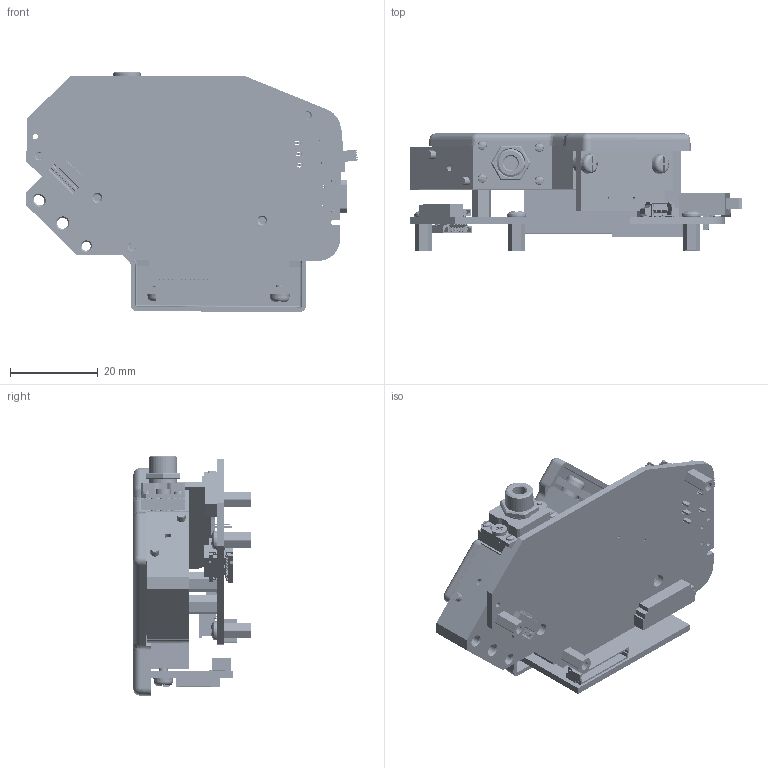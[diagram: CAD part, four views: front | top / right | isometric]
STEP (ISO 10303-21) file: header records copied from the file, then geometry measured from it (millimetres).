
FILE_DESCRIPTION((''),'2;1');
FILE_NAME('GM_DC-UB1-SYSTEM_ASM_1_ASM','2016-09-29T',('scott_tseng'),('Coretronic'),'CREO PARAMETRIC BY PTC INC, 2014440','CREO PARAMETRIC BY PTC INC, 2014440','');
FILE_SCHEMA(('AUTOMOTIVE_DESIGN { 1 0 10303 214 1 1 1 1 }'));
Products named in the file (45): 61-UB101-BOT-COVER-2513920_3_1; 2513920_ANY-217799_ASM_3_ASM_1_ASM; TTN035604-1-SOLID1_1; 0257-002-1-SOLID1_1; TTN030352-E0W_ASM_1_ASM; HASMA-STEP_ASM_1_ASM; EXTRUDE16_N_7_1; DELETEFACE1_N_7_1; SCREW_M1X25X3MM_SLOT_CHEESE_N_1_ASM; SLIT-FRONT-NAI-20160523_1; DOWEL_PIN_1MM_DIAX3MM_LG_915_N_; SLIT-FRONT-NAI-ASSY-20160523_AS_ASM; SLIT-REAR-NAI-20160523_1; 2513881_ANY_N_ASM_3_ASM_1_ASM; 61-UB106_STANDOFF_M2_6_3_1; SCREW-M1-6-L6_3_1; 2513880_ANY_N_ASM_3_ASM_1_ASM; 2141380_ANY_N_3_1; 2141381_ANY_N_ASM_3_ASM_1_ASM; 2141384_ANY_N_3_1; CHIP_-_ADS1255_ANY_N_3_1; CHIP_-_DISCRETES_ANY_N_3_1; CHIP_-_XTAL_ANY_N_3_1; CHIP_-_OPA23_ANY_N_3_1; CHIP_-_REF5025_ANY_N_3_1; CHIP_-_OPA350_ANY_N_3_1; JST_-_SM14B-SRSS-TB_ANY_N_3_1; 2141385_ANY_N_ASM_3_ASM_1_ASM; MAIN_BOARD_20150727_7_1; CONN14-SM14B-SRSS-TB_JST-1_7_1; CONN8-SM08B-SRSS-TB_JST-1_7_1; UN1511X-N12A41-7H_3D_X1_7_1; 532610371_7_1; DS-12M-S044_3D_7_1; 11_100F4G607-S-88511-10P_7_1; S-51526-008XX-XXX_7_1; SCREW__2-56_X__5_32IN__PHP__S_1; 61-UB108_STANDOFF_M2L6_7_1; L5-20160322_1; J13_20160513_1 ...
Assembly tree (60 placements, depth 7):
  GM_DC-UB1-SYSTEM_ASM_1_ASM
    2513871_ANY_ASM_3_ASM_1_ASM
      2513880_ANY_N_ASM_3_ASM_1_ASM
        2513920_ANY-217799_ASM_3_ASM_1_ASM
          61-UB101-BOT-COVER-2513920_3_1
        2513881_ANY_N_ASM_3_ASM_1_ASM
          HASMA-STEP_ASM_1_ASM
            TTN030352-E0W_ASM_1_ASM
              TTN035604-1-SOLID1_1
              0257-002-1-SOLID1_1
          SCREW_M1X25X3MM_SLOT_CHEESE_N_1_ASM  x4
            EXTRUDE16_N_7_1
            DELETEFACE1_N_7_1
          SLIT-FRONT-NAI-ASSY-20160523_AS_ASM
            SLIT-FRONT-NAI-20160523_1
            DOWEL_PIN_1MM_DIAX3MM_LG_915_N_  x2
          SLIT-REAR-NAI-20160523_1
        61-UB106_STANDOFF_M2_6_3_1  x2
        SCREW-M1-6-L6_3_1  x2
      2141381_ANY_N_ASM_3_ASM_1_ASM
        2141380_ANY_N_3_1
      2141385_ANY_N_ASM_3_ASM_1_ASM
        2141384_ANY_N_3_1
        CHIP_-_ADS1255_ANY_N_3_1
        CHIP_-_DISCRETES_ANY_N_3_1
        CHIP_-_XTAL_ANY_N_3_1
        CHIP_-_OPA23_ANY_N_3_1
        CHIP_-_REF5025_ANY_N_3_1
        CHIP_-_OPA350_ANY_N_3_1
        JST_-_SM14B-SRSS-TB_ANY_N_3_1
      TIDLP-23327-01-DLPC150_ANY_AS_1_ASM
        MAIN_BOARD_20150727_7_1
        CONN14-SM14B-SRSS-TB_JST-1_7_1
        CONN8-SM08B-SRSS-TB_JST-1_7_1
        UN1511X-N12A41-7H_3D_X1_7_1
        532610371_7_1
        DS-12M-S044_3D_7_1
        11_100F4G607-S-88511-10P_7_1  x2
        S-51526-008XX-XXX_7_1
        SCREW__2-56_X__5_32IN__PHP__S_1  x3
        61-UB108_STANDOFF_M2L6_7_1  x3
        L5-20160322_1
        J13_20160513_1
      85-1A622-060-TR27_3_1  x4
    ENGING_TOP-20160120_1
    SCREW-M1-6-L6_3_1  x2
Bounding box: 75.77 x 26.75 x 54.8 mm (x, y, z)
Volume: 28065.5 mm3; surface area: 25746.5 mm2
Topology: 52 solids, 52 shells, 6069 faces, 18405 edges, 12308 vertices
Faces by surface type: plane 3857, cylinder 1684, extrusion 249, cone 159, bspline 49, torus 36, sphere 35
Entity records: 196219 total; most frequent: CARTESIAN_POINT 63442, ORIENTED_EDGE 25062, DIRECTION 21998, EDGE_CURVE 12531, VECTOR 9558, LINE 9309, VERTEX_POINT 8351, AXIS2_PLACEMENT_3D 6220
